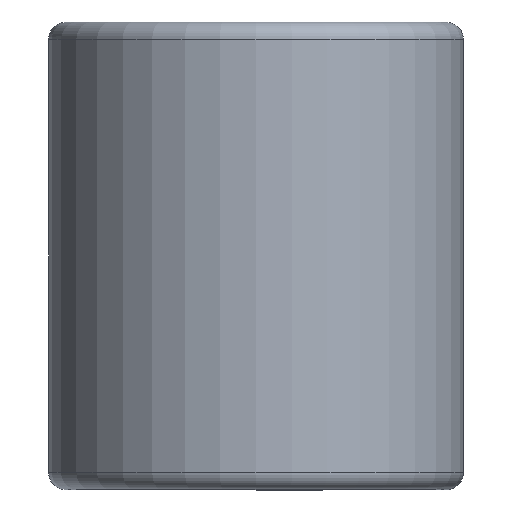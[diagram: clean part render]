
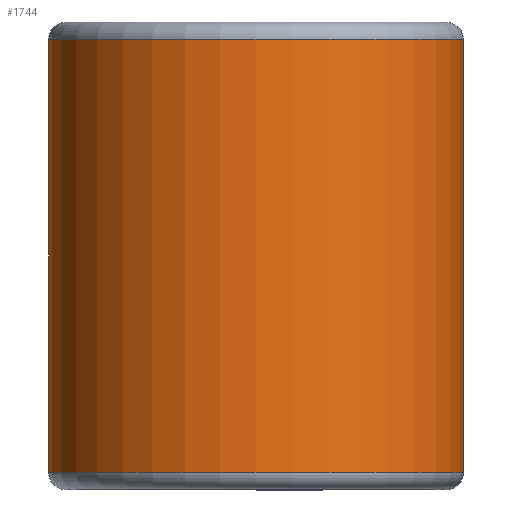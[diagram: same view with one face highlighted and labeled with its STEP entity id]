
A CAD part, top view. The second image highlights one B-rep face of the part: STEP entity #1744.
In plain terms, the highlighted cylindrical face has radius 9.157 mm (diameter 18.313 mm), a partial arc.
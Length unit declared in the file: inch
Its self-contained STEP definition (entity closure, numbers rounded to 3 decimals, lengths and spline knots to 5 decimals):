
#153 = VECTOR ( 'NONE', #2201, 39.37008 ) ;
#155 = AXIS2_PLACEMENT_3D ( 'NONE', #2053, #526, #2285 ) ;
#341 = CARTESIAN_POINT ( 'NONE',  ( 0., 0.37625, -0.3605 ) ) ;
#358 = DIRECTION ( 'NONE',  ( 0., 1., 0. ) ) ;
#453 = CARTESIAN_POINT ( 'NONE',  ( 0.3605, 0.37625, 0. ) ) ;
#474 = VERTEX_POINT ( 'NONE', #453 ) ;
#526 = DIRECTION ( 'NONE',  ( 0., -1., 0. ) ) ;
#542 = CARTESIAN_POINT ( 'NONE',  ( 0.3605, -0.37625, 0. ) ) ;
#562 = EDGE_CURVE ( 'NONE', #797, #1064, #1629, .T. ) ;
#575 = DIRECTION ( 'NONE',  ( 0., -1., 0. ) ) ;
#782 = LINE ( 'NONE', #2079, #1248 ) ;
#794 = CIRCLE ( 'NONE', #1578, 0.3605 ) ;
#797 = VERTEX_POINT ( 'NONE', #1048 ) ;
#820 = EDGE_CURVE ( 'NONE', #474, #1064, #2429, .T. ) ;
#930 = VERTEX_POINT ( 'NONE', #542 ) ;
#965 = EDGE_CURVE ( 'NONE', #930, #474, #782, .T. ) ;
#1007 = FACE_OUTER_BOUND ( 'NONE', #2115, .T. ) ;
#1048 = CARTESIAN_POINT ( 'NONE',  ( 0., -0.37625, -0.3605 ) ) ;
#1064 = VERTEX_POINT ( 'NONE', #341 ) ;
#1116 = DIRECTION ( 'NONE',  ( 0., 0., -1. ) ) ;
#1139 = DIRECTION ( 'NONE',  ( 0., -1., 0. ) ) ;
#1219 = CYLINDRICAL_SURFACE ( 'NONE', #155, 0.3605 ) ;
#1248 = VECTOR ( 'NONE', #358, 39.37008 ) ;
#1266 = CARTESIAN_POINT ( 'NONE',  ( 0., 0.37625, 0. ) ) ;
#1337 = EDGE_CURVE ( 'NONE', #930, #797, #794, .T. ) ;
#1578 = AXIS2_PLACEMENT_3D ( 'NONE', #1702, #575, #1910 ) ;
#1629 = LINE ( 'NONE', #2003, #153 ) ;
#1690 = ORIENTED_EDGE ( 'NONE', *, *, #820, .T. ) ;
#1702 = CARTESIAN_POINT ( 'NONE',  ( 0., -0.37625, 0. ) ) ;
#1723 = AXIS2_PLACEMENT_3D ( 'NONE', #1266, #1139, #1116 ) ;
#1744 = ADVANCED_FACE ( 'NONE', ( #1007 ), #1219, .T. ) ;
#1765 = ORIENTED_EDGE ( 'NONE', *, *, #965, .T. ) ;
#1910 = DIRECTION ( 'NONE',  ( 0., 0., -1. ) ) ;
#2003 = CARTESIAN_POINT ( 'NONE',  ( 0., 0.37625, -0.3605 ) ) ;
#2053 = CARTESIAN_POINT ( 'NONE',  ( 0., 0.375, 0. ) ) ;
#2079 = CARTESIAN_POINT ( 'NONE',  ( 0.3605, 0.37625, 0. ) ) ;
#2082 = ORIENTED_EDGE ( 'NONE', *, *, #1337, .F. ) ;
#2115 = EDGE_LOOP ( 'NONE', ( #1765, #1690, #2208, #2082 ) ) ;
#2201 = DIRECTION ( 'NONE',  ( 0., 1., 0. ) ) ;
#2208 = ORIENTED_EDGE ( 'NONE', *, *, #562, .F. ) ;
#2285 = DIRECTION ( 'NONE',  ( 0., 0., -1. ) ) ;
#2429 = CIRCLE ( 'NONE', #1723, 0.3605 ) ;
